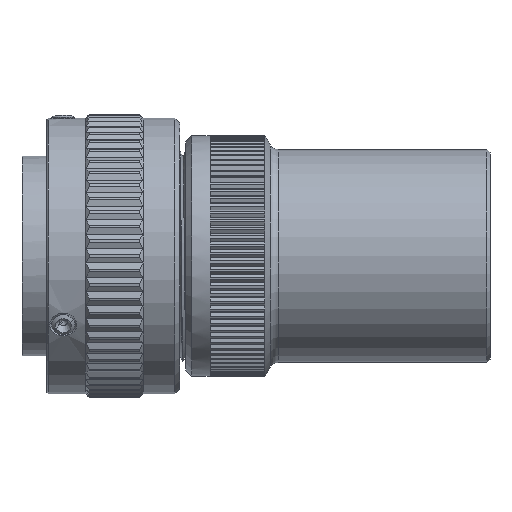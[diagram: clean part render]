
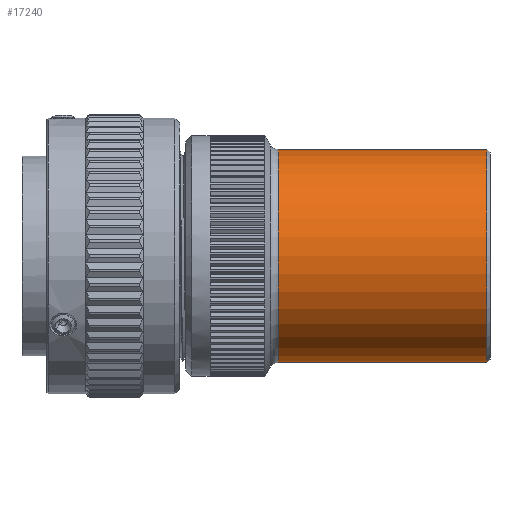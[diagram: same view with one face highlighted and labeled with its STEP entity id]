
A CAD part, top view. The second image highlights one B-rep face of the part: STEP entity #17240.
In plain terms, the highlighted cylindrical face has radius 17.5 mm (diameter 35 mm), a partial arc.
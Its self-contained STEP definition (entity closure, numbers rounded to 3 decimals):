
#46=CARTESIAN_POINT('',(49.5,0.,0.));
#47=DIRECTION('',(1.,0.,0.));
#48=DIRECTION('',(0.,1.,0.));
#49=AXIS2_PLACEMENT_3D('',#46,#47,#48);
#51=DIRECTION('',(-1.,0.,0.));
#52=VECTOR('',#51,34.335);
#53=CARTESIAN_POINT('',(49.5,17.5,0.));
#54=LINE('1155',#53,#52);
#55=DIRECTION('',(-1.,0.,0.));
#56=VECTOR('',#55,34.335);
#57=CARTESIAN_POINT('',(49.5,-17.5,0.));
#58=LINE('1157',#57,#56);
#79=CARTESIAN_POINT('',(15.165,0.,0.));
#80=DIRECTION('',(1.,0.,0.));
#81=DIRECTION('',(0.,1.,0.));
#82=AXIS2_PLACEMENT_3D('',#79,#80,#81);
#14274=CARTESIAN_POINT('',(49.5,17.5,0.));
#14275=CARTESIAN_POINT('',(15.165,17.5,0.));
#14276=VERTEX_POINT('',#14274);
#14277=VERTEX_POINT('',#14275);
#14282=CARTESIAN_POINT('',(49.5,-17.5,0.));
#14283=CARTESIAN_POINT('',(15.165,-17.5,0.));
#14284=VERTEX_POINT('',#14282);
#14285=VERTEX_POINT('',#14283);
#17226=CARTESIAN_POINT('',(-2.5,0.,0.));
#17227=DIRECTION('',(1.,0.,0.));
#17228=DIRECTION('',(0.,-1.,0.));
#17229=AXIS2_PLACEMENT_3D('',#17226,#17227,#17228);
#17230=CYLINDRICAL_SURFACE('246',#17229,17.5);
#17232=ORIENTED_EDGE('1155',*,*,#17231,.F.);
#17233=ORIENTED_EDGE('1203',*,*,#17214,.T.);
#17235=ORIENTED_EDGE('1157',*,*,#17234,.T.);
#17237=ORIENTED_EDGE('1196',*,*,#17236,.F.);
#17238=EDGE_LOOP('246',(#17232,#17233,#17235,#17237));
#17239=FACE_OUTER_BOUND('246',#17238,.F.);
#50=CIRCLE('1203',#49,17.5);
#83=CIRCLE('1196',#82,17.5);
#17214=EDGE_CURVE('1203',#14276,#14284,#50,.T.);
#17231=EDGE_CURVE('1155',#14276,#14277,#54,.T.);
#17234=EDGE_CURVE('1157',#14284,#14285,#58,.T.);
#17236=EDGE_CURVE('1196',#14277,#14285,#83,.T.);
#17240=ADVANCED_FACE('246',(#17239),#17230,.T.);
